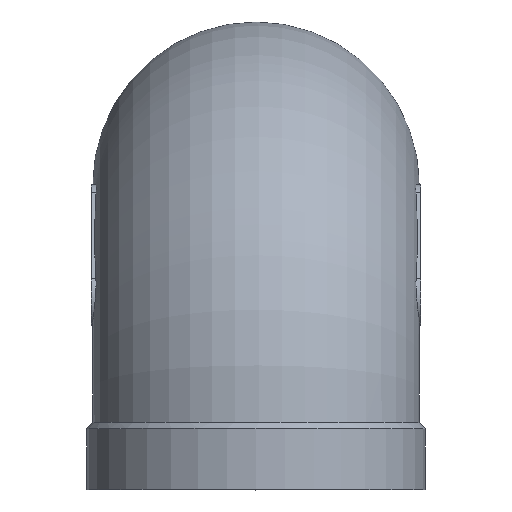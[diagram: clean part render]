
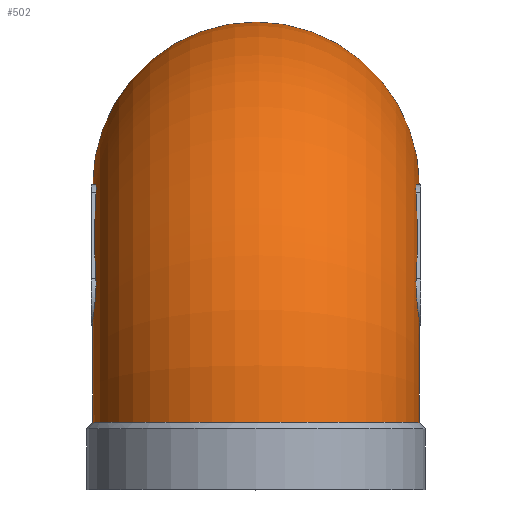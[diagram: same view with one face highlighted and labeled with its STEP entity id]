
A CAD part, top view. The second image highlights one B-rep face of the part: STEP entity #502.
In plain terms, the highlighted toroidal (fillet/blend) face has major radius 39 mm and minor radius 26.75 mm.
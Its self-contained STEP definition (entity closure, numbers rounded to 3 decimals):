
#134=CARTESIAN_POINT('Vertex',(26.75,0.,11.)) ;
#164=CARTESIAN_POINT('Vertex',(-26.75,0.,11.)) ;
#189=CARTESIAN_POINT('Axis2P3D Location',(0.,0.,11.)) ;
#206=CARTESIAN_POINT('Axis2P3D Location',(0.,-39.,11.)) ;
#211=CARTESIAN_POINT('Axis2P3D Location',(26.75,-39.,11.)) ;
#215=CARTESIAN_POINT('Vertex',(26.75,-3.27,26.632)) ;
#245=CARTESIAN_POINT('Vertex',(26.75,-22.851,46.499)) ;
#248=CARTESIAN_POINT('Axis2P3D Location',(26.75,-39.,11.)) ;
#252=CARTESIAN_POINT('Vertex',(26.75,-39.,50.)) ;
#333=CARTESIAN_POINT('Vertex',(-26.75,-22.851,46.499)) ;
#352=CARTESIAN_POINT('Vertex',(-26.75,-3.27,26.632)) ;
#355=CARTESIAN_POINT('Axis2P3D Location',(-26.75,-39.,11.)) ;
#374=CARTESIAN_POINT('Vertex',(-26.75,-39.,50.)) ;
#377=CARTESIAN_POINT('Axis2P3D Location',(-26.75,-39.,11.)) ;
#394=CARTESIAN_POINT('Control Point',(-26.75,-39.,50.)) ;
#395=CARTESIAN_POINT('Control Point',(-26.75,-39.,55.079)) ;
#396=CARTESIAN_POINT('Control Point',(-25.544,-39.,60.159)) ;
#397=CARTESIAN_POINT('Control Point',(-23.131,-39.,64.855)) ;
#398=CARTESIAN_POINT('Control Point',(-17.989,-39.,70.762)) ;
#399=CARTESIAN_POINT('Control Point',(-11.267,-39.,74.462)) ;
#400=CARTESIAN_POINT('Control Point',(-8.89,-39.,75.423)) ;
#401=CARTESIAN_POINT('Control Point',(-1.484,-39.,77.43)) ;
#402=CARTESIAN_POINT('Control Point',(6.319,-39.,76.754)) ;
#403=CARTESIAN_POINT('Control Point',(11.318,-39.,75.052)) ;
#404=CARTESIAN_POINT('Control Point',(19.27,-39.,69.958)) ;
#405=CARTESIAN_POINT('Control Point',(24.383,-39.,62.123)) ;
#406=CARTESIAN_POINT('Control Point',(25.961,-39.,58.217)) ;
#407=CARTESIAN_POINT('Control Point',(26.75,-39.,54.108)) ;
#408=CARTESIAN_POINT('Control Point',(26.75,-39.,50.)) ;
#411=CARTESIAN_POINT('Control Point',(26.249,-15.385,48.305)) ;
#412=CARTESIAN_POINT('Control Point',(26.218,-15.897,48.817)) ;
#413=CARTESIAN_POINT('Control Point',(26.211,-16.516,49.231)) ;
#414=CARTESIAN_POINT('Control Point',(26.234,-17.215,49.508)) ;
#415=CARTESIAN_POINT('Control Point',(26.311,-18.395,49.716)) ;
#416=CARTESIAN_POINT('Control Point',(26.424,-19.543,49.55)) ;
#417=CARTESIAN_POINT('Control Point',(26.47,-19.973,49.432)) ;
#418=CARTESIAN_POINT('Control Point',(26.587,-21.018,49.002)) ;
#419=CARTESIAN_POINT('Control Point',(26.685,-21.882,48.278)) ;
#420=CARTESIAN_POINT('Control Point',(26.729,-22.318,47.745)) ;
#421=CARTESIAN_POINT('Control Point',(26.75,-22.645,47.142)) ;
#422=CARTESIAN_POINT('Control Point',(26.75,-22.851,46.499)) ;
#423=CARTESIAN_POINT('Vertex',(26.249,-15.385,48.305)) ;
#427=CARTESIAN_POINT('Control Point',(26.22,-1.243,34.163)) ;
#428=CARTESIAN_POINT('Control Point',(26.457,-4.796,37.716)) ;
#429=CARTESIAN_POINT('Control Point',(26.473,-8.316,41.237)) ;
#430=CARTESIAN_POINT('Control Point',(26.465,-11.834,44.754)) ;
#431=CARTESIAN_POINT('Control Point',(26.249,-15.385,48.305)) ;
#432=CARTESIAN_POINT('Vertex',(26.22,-1.243,34.163)) ;
#436=CARTESIAN_POINT('Control Point',(26.22,-1.243,34.163)) ;
#437=CARTESIAN_POINT('Control Point',(26.186,-0.731,33.652)) ;
#438=CARTESIAN_POINT('Control Point',(26.176,-0.318,33.033)) ;
#439=CARTESIAN_POINT('Control Point',(26.198,-0.04,32.335)) ;
#440=CARTESIAN_POINT('Control Point',(26.275,0.168,31.155)) ;
#441=CARTESIAN_POINT('Control Point',(26.39,0.003,30.009)) ;
#442=CARTESIAN_POINT('Control Point',(26.438,-0.115,29.579)) ;
#443=CARTESIAN_POINT('Control Point',(26.565,-0.561,28.489)) ;
#444=CARTESIAN_POINT('Control Point',(26.676,-1.327,27.597)) ;
#445=CARTESIAN_POINT('Control Point',(26.726,-1.911,27.142)) ;
#446=CARTESIAN_POINT('Control Point',(26.75,-2.572,26.817)) ;
#447=CARTESIAN_POINT('Control Point',(26.75,-3.27,26.632)) ;
#450=CARTESIAN_POINT('Control Point',(-26.22,-1.243,34.163)) ;
#451=CARTESIAN_POINT('Control Point',(-26.193,-0.829,33.749)) ;
#452=CARTESIAN_POINT('Control Point',(-26.181,-0.478,33.264)) ;
#453=CARTESIAN_POINT('Control Point',(-26.189,-0.212,32.724)) ;
#454=CARTESIAN_POINT('Control Point',(-26.24,0.124,31.6)) ;
#455=CARTESIAN_POINT('Control Point',(-26.342,0.097,30.457)) ;
#456=CARTESIAN_POINT('Control Point',(-26.4,-0.003,29.909)) ;
#457=CARTESIAN_POINT('Control Point',(-26.544,-0.432,28.658)) ;
#458=CARTESIAN_POINT('Control Point',(-26.67,-1.261,27.649)) ;
#459=CARTESIAN_POINT('Control Point',(-26.724,-1.861,27.167)) ;
#460=CARTESIAN_POINT('Control Point',(-26.75,-2.546,26.824)) ;
#461=CARTESIAN_POINT('Control Point',(-26.75,-3.27,26.632)) ;
#462=CARTESIAN_POINT('Vertex',(-26.22,-1.243,34.163)) ;
#466=CARTESIAN_POINT('Control Point',(-26.22,-1.243,34.163)) ;
#467=CARTESIAN_POINT('Control Point',(-26.457,-4.803,37.724)) ;
#468=CARTESIAN_POINT('Control Point',(-26.472,-8.317,41.238)) ;
#469=CARTESIAN_POINT('Control Point',(-26.466,-11.828,44.748)) ;
#470=CARTESIAN_POINT('Control Point',(-26.249,-15.385,48.305)) ;
#471=CARTESIAN_POINT('Vertex',(-26.249,-15.385,48.305)) ;
#475=CARTESIAN_POINT('Control Point',(-26.249,-15.385,48.305)) ;
#476=CARTESIAN_POINT('Control Point',(-26.225,-15.788,48.709)) ;
#477=CARTESIAN_POINT('Control Point',(-26.215,-16.259,49.052)) ;
#478=CARTESIAN_POINT('Control Point',(-26.223,-16.783,49.315)) ;
#479=CARTESIAN_POINT('Control Point',(-26.279,-18.026,49.705)) ;
#480=CARTESIAN_POINT('Control Point',(-26.395,-19.304,49.645)) ;
#481=CARTESIAN_POINT('Control Point',(-26.47,-19.984,49.475)) ;
#482=CARTESIAN_POINT('Control Point',(-26.604,-21.152,48.939)) ;
#483=CARTESIAN_POINT('Control Point',(-26.702,-22.054,48.057)) ;
#484=CARTESIAN_POINT('Control Point',(-26.734,-22.405,47.58)) ;
#485=CARTESIAN_POINT('Control Point',(-26.75,-22.673,47.054)) ;
#486=CARTESIAN_POINT('Control Point',(-26.75,-22.851,46.499)) ;
#190=DIRECTION('Axis2P3D Direction',(0.,0.,-1.)) ;
#207=DIRECTION('Axis2P3D Direction',(1.,0.,0.)) ;
#208=DIRECTION('Axis2P3D XDirection',(0.,1.,0.)) ;
#212=DIRECTION('Axis2P3D Direction',(1.,0.,0.)) ;
#249=DIRECTION('Axis2P3D Direction',(1.,0.,0.)) ;
#356=DIRECTION('Axis2P3D Direction',(1.,0.,0.)) ;
#378=DIRECTION('Axis2P3D Direction',(1.,0.,0.)) ;
#191=AXIS2_PLACEMENT_3D('Circle Axis2P3D',#189,#190,$) ;
#209=AXIS2_PLACEMENT_3D('Torus Axis2P3D',#206,#207,#208) ;
#213=AXIS2_PLACEMENT_3D('Circle Axis2P3D',#211,#212,$) ;
#250=AXIS2_PLACEMENT_3D('Circle Axis2P3D',#248,#249,$) ;
#357=AXIS2_PLACEMENT_3D('Circle Axis2P3D',#355,#356,$) ;
#379=AXIS2_PLACEMENT_3D('Circle Axis2P3D',#377,#378,$) ;
#489=ORIENTED_EDGE('',*,*,#409,.F.) ;
#490=ORIENTED_EDGE('',*,*,#254,.F.) ;
#491=ORIENTED_EDGE('',*,*,#425,.F.) ;
#492=ORIENTED_EDGE('',*,*,#434,.F.) ;
#493=ORIENTED_EDGE('',*,*,#448,.T.) ;
#494=ORIENTED_EDGE('',*,*,#217,.F.) ;
#495=ORIENTED_EDGE('',*,*,#193,.F.) ;
#496=ORIENTED_EDGE('',*,*,#359,.T.) ;
#497=ORIENTED_EDGE('',*,*,#464,.F.) ;
#498=ORIENTED_EDGE('',*,*,#473,.T.) ;
#499=ORIENTED_EDGE('',*,*,#487,.T.) ;
#500=ORIENTED_EDGE('',*,*,#381,.T.) ;
#502=ADVANCED_FACE('Corps principal',(#501),#210,.T.) ;
#393=B_SPLINE_CURVE_WITH_KNOTS('',5,(#394,#395,#396,#397,#398,#399,#400,#401,#402,#403,#404,#405,#406,#407,#408),.UNSPECIFIED.,.F.,.U.,(6,3,3,3,6),(0.,35.916,53.876,89.796,118.846),.UNSPECIFIED.) ;
#410=B_SPLINE_CURVE_WITH_KNOTS('',5,(#411,#412,#413,#414,#415,#416,#417,#418,#419,#420,#421,#422),.UNSPECIFIED.,.F.,.U.,(6,3,3,6),(0.,4.852,7.914,12.683),.UNSPECIFIED.) ;
#426=B_SPLINE_CURVE_WITH_KNOTS('',4,(#427,#428,#429,#430,#431),.UNSPECIFIED.,.F.,.U.,(5,5),(0.,26.908),.UNSPECIFIED.) ;
#435=B_SPLINE_CURVE_WITH_KNOTS('',5,(#436,#437,#438,#439,#440,#441,#442,#443,#444,#445,#446,#447),.UNSPECIFIED.,.F.,.U.,(6,3,3,6),(0.,4.839,7.891,12.997),.UNSPECIFIED.) ;
#449=B_SPLINE_CURVE_WITH_KNOTS('',5,(#450,#451,#452,#453,#454,#455,#456,#457,#458,#459,#460,#461),.UNSPECIFIED.,.F.,.U.,(6,3,3,6),(0.,4.703,9.271,15.758),.UNSPECIFIED.) ;
#465=B_SPLINE_CURVE_WITH_KNOTS('',4,(#466,#467,#468,#469,#470),.UNSPECIFIED.,.F.,.U.,(5,5),(0.,32.362),.UNSPECIFIED.) ;
#474=B_SPLINE_CURVE_WITH_KNOTS('',5,(#475,#476,#477,#478,#479,#480,#481,#482,#483,#484,#485,#486),.UNSPECIFIED.,.F.,.U.,(6,3,3,6),(0.,4.59,10.335,15.378),.UNSPECIFIED.) ;
#192=CIRCLE('generated circle',#191,26.75) ;
#214=CIRCLE('generated circle',#213,39.) ;
#251=CIRCLE('generated circle',#250,39.) ;
#358=CIRCLE('generated circle',#357,39.) ;
#380=CIRCLE('generated circle',#379,39.) ;
#210=TOROIDAL_SURFACE('homeo Torus',#209,39.,26.75) ;
#193=EDGE_CURVE('',#165,#135,#192,.T.) ;
#217=EDGE_CURVE('',#135,#216,#214,.T.) ;
#254=EDGE_CURVE('',#246,#253,#251,.T.) ;
#359=EDGE_CURVE('',#165,#353,#358,.T.) ;
#381=EDGE_CURVE('',#334,#375,#380,.T.) ;
#409=EDGE_CURVE('',#253,#375,#393,.F.) ;
#425=EDGE_CURVE('',#424,#246,#410,.T.) ;
#434=EDGE_CURVE('',#433,#424,#426,.T.) ;
#448=EDGE_CURVE('',#433,#216,#435,.T.) ;
#464=EDGE_CURVE('',#463,#353,#449,.T.) ;
#473=EDGE_CURVE('',#463,#472,#465,.T.) ;
#487=EDGE_CURVE('',#472,#334,#474,.T.) ;
#488=EDGE_LOOP('',(#489,#490,#491,#492,#493,#494,#495,#496,#497,#498,#499,#500)) ;
#501=FACE_OUTER_BOUND('',#488,.T.) ;
#135=VERTEX_POINT('',#134) ;
#165=VERTEX_POINT('',#164) ;
#216=VERTEX_POINT('',#215) ;
#246=VERTEX_POINT('',#245) ;
#253=VERTEX_POINT('',#252) ;
#334=VERTEX_POINT('',#333) ;
#353=VERTEX_POINT('',#352) ;
#375=VERTEX_POINT('',#374) ;
#424=VERTEX_POINT('',#423) ;
#433=VERTEX_POINT('',#432) ;
#463=VERTEX_POINT('',#462) ;
#472=VERTEX_POINT('',#471) ;
